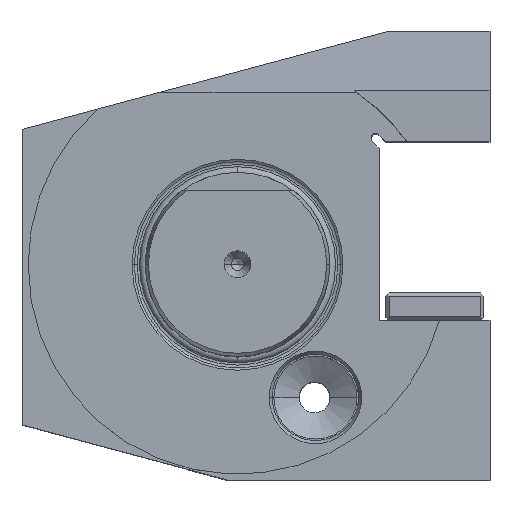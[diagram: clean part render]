
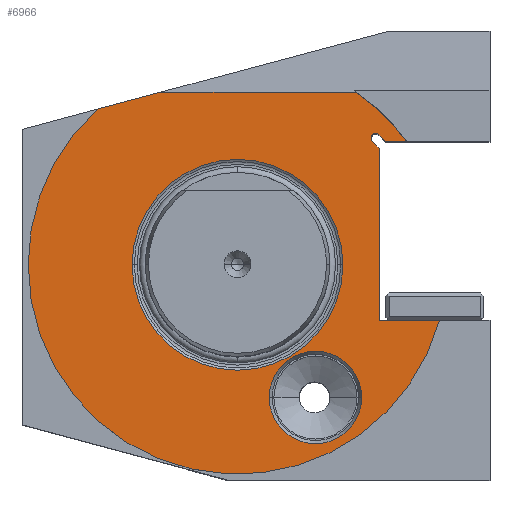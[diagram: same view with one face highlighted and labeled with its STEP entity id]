
A CAD part, top view. The second image highlights one B-rep face of the part: STEP entity #6966.
In plain terms, the highlighted planar face has unit normal (0, 0, 1).
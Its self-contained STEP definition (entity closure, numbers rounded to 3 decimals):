
#315=CARTESIAN_POINT('',(19.287,28,-55));
#885=CARTESIAN_POINT('',(0,0,-55));
#886=DIRECTION('',(0,0,1));
#887=DIRECTION('',(0.809,0.588,0));
#888=AXIS2_PLACEMENT_3D('',#885,#886,#887);
#890=DIRECTION('',(1,0,0));
#891=VECTOR('',#890,3.435);
#892=CARTESIAN_POINT('',(24.061,20,-55));
#893=LINE('',#892,#891);
#894=DIRECTION('',(0.707,-0.707,0));
#895=VECTOR('',#894,1.55);
#896=CARTESIAN_POINT('',(22.965,21.096,-55));
#897=LINE('',#896,#895);
#898=CARTESIAN_POINT('',(22.434,20.566,-55));
#899=DIRECTION('',(0,0,-1));
#900=DIRECTION('',(-1,0,0));
#901=AXIS2_PLACEMENT_3D('',#898,#899,#900);
#903=CARTESIAN_POINT('',(22.434,20.566,-55));
#904=DIRECTION('',(0,0,-1));
#905=DIRECTION('',(-0.707,-0.707,0));
#906=AXIS2_PLACEMENT_3D('',#903,#904,#905);
#908=DIRECTION('',(-0.707,0.707,0));
#909=VECTOR('',#908,1.55);
#910=CARTESIAN_POINT('',(23,18.939,-55));
#911=LINE('',#910,#909);
#912=DIRECTION('',(0,1,0));
#913=VECTOR('',#912,27.939);
#914=CARTESIAN_POINT('',(23,-9,-55));
#915=LINE('',#914,#913);
#916=DIRECTION('',(-1,0,0));
#917=VECTOR('',#916,9.787);
#918=CARTESIAN_POINT('',(32.787,-9,-55));
#919=LINE('',#918,#917);
#920=CARTESIAN_POINT('',(0,0,-55));
#921=DIRECTION('',(0,0,1));
#922=DIRECTION('',(-1,0,0));
#923=AXIS2_PLACEMENT_3D('',#920,#921,#922);
#925=CARTESIAN_POINT('',(0,0,-55));
#926=DIRECTION('',(0,0,1));
#927=DIRECTION('',(-0.668,0.744,0));
#928=AXIS2_PLACEMENT_3D('',#925,#926,#927);
#930=DIRECTION('',(-0.966,-0.259,0));
#931=VECTOR('',#930,10.475);
#932=CARTESIAN_POINT('',(-12.608,28,-55));
#933=LINE('',#932,#931);
#934=DIRECTION('',(-1,0,0));
#935=VECTOR('',#934,31.895);
#936=CARTESIAN_POINT('',(19.287,28,-55));
#937=LINE('',#936,#935);
#938=CARTESIAN_POINT('',(12.652,-21.539,-55));
#939=DIRECTION('',(0,0,-1));
#940=DIRECTION('',(-1,0,0));
#941=AXIS2_PLACEMENT_3D('',#938,#939,#940);
#943=CARTESIAN_POINT('',(12.652,-21.539,-55));
#944=DIRECTION('',(0,0,-1));
#945=DIRECTION('',(1,0,0));
#946=AXIS2_PLACEMENT_3D('',#943,#944,#945);
#948=CARTESIAN_POINT('',(0,0,-55));
#949=DIRECTION('',(0,0,-1));
#950=DIRECTION('',(-1,0,0));
#951=AXIS2_PLACEMENT_3D('',#948,#949,#950);
#953=CARTESIAN_POINT('',(0,0,-55));
#954=DIRECTION('',(0,0,-1));
#955=DIRECTION('',(1,0,0));
#956=AXIS2_PLACEMENT_3D('',#953,#954,#955);
#5383=CARTESIAN_POINT('',(22.965,21.096,-55));
#5385=VERTEX_POINT('',#5383);
#5398=CARTESIAN_POINT('',(17.121,0,-55));
#5399=VERTEX_POINT('',#5398);
#5400=CARTESIAN_POINT('',(27.495,20,-55));
#5402=VERTEX_POINT('',#5400);
#5426=CARTESIAN_POINT('',(21.684,20.566,-55));
#5428=VERTEX_POINT('',#5426);
#5444=CARTESIAN_POINT('',(-17.121,0,-55));
#5445=VERTEX_POINT('',#5444);
#5468=CARTESIAN_POINT('',(32.787,-9,-55));
#5470=VERTEX_POINT('',#5468);
#5471=CARTESIAN_POINT('',(-22.726,25.289,-55));
#5472=CARTESIAN_POINT('',(-34,0,-55));
#5473=VERTEX_POINT('',#5471);
#5474=VERTEX_POINT('',#5472);
#5494=VERTEX_POINT('',#315);
#5522=CARTESIAN_POINT('',(24.061,20,-55));
#5523=VERTEX_POINT('',#5522);
#5581=CARTESIAN_POINT('',(5.152,-21.539,-55));
#5582=CARTESIAN_POINT('',(20.152,-21.539,-55));
#5583=VERTEX_POINT('',#5581);
#5584=VERTEX_POINT('',#5582);
#5587=CARTESIAN_POINT('',(-12.608,28,-55));
#5588=VERTEX_POINT('',#5587);
#5609=CARTESIAN_POINT('',(23,-9,-55));
#5610=CARTESIAN_POINT('',(23,18.939,-55));
#5611=VERTEX_POINT('',#5609);
#5612=VERTEX_POINT('',#5610);
#5613=CARTESIAN_POINT('',(21.904,20.035,-55));
#5614=VERTEX_POINT('',#5613);
#6929=CARTESIAN_POINT('',(0,17.121,-55));
#6930=DIRECTION('',(0,0,-1));
#6931=DIRECTION('',(-1,0,0));
#6932=AXIS2_PLACEMENT_3D('',#6929,#6930,#6931);
#6933=PLANE('',#6932);
#6935=ORIENTED_EDGE('',*,*,#6934,.F.);
#6937=ORIENTED_EDGE('',*,*,#6936,.F.);
#6939=ORIENTED_EDGE('',*,*,#6938,.F.);
#6941=ORIENTED_EDGE('',*,*,#6940,.F.);
#6943=ORIENTED_EDGE('',*,*,#6942,.F.);
#6945=ORIENTED_EDGE('',*,*,#6944,.F.);
#6946=ORIENTED_EDGE('',*,*,#6366,.F.);
#6947=ORIENTED_EDGE('',*,*,#6435,.F.);
#6948=ORIENTED_EDGE('',*,*,#6921,.F.);
#6949=ORIENTED_EDGE('',*,*,#6919,.F.);
#6950=ORIENTED_EDGE('',*,*,#6239,.F.);
#6951=ORIENTED_EDGE('',*,*,#6280,.F.);
#6952=EDGE_LOOP('',(#6935,#6937,#6939,#6941,#6943,#6945,#6946,#6947,#6948,#6949,
#6950,#6951));
#6953=FACE_OUTER_BOUND('',#6952,.F.);
#6955=ORIENTED_EDGE('',*,*,#6954,.F.);
#6957=ORIENTED_EDGE('',*,*,#6956,.F.);
#6958=EDGE_LOOP('',(#6955,#6957));
#6959=FACE_BOUND('',#6958,.F.);
#6961=ORIENTED_EDGE('',*,*,#6960,.F.);
#6963=ORIENTED_EDGE('',*,*,#6962,.F.);
#6964=EDGE_LOOP('',(#6961,#6963));
#6965=FACE_BOUND('',#6964,.F.);
#6966=ADVANCED_FACE('',(#6953,#6959,#6965),#6933,.F.);
#889=CIRCLE('',#888,34);
#902=CIRCLE('',#901,0.75);
#907=CIRCLE('',#906,0.75);
#924=CIRCLE('',#923,34);
#929=CIRCLE('',#928,34);
#942=CIRCLE('',#941,7.5);
#947=CIRCLE('',#946,7.5);
#952=CIRCLE('',#951,17.121);
#957=CIRCLE('',#956,17.121);
#6239=EDGE_CURVE('',#5588,#5473,#933,.T.);
#6280=EDGE_CURVE('',#5494,#5588,#937,.T.);
#6366=EDGE_CURVE('',#5611,#5612,#915,.T.);
#6435=EDGE_CURVE('',#5470,#5611,#919,.T.);
#6919=EDGE_CURVE('',#5473,#5474,#929,.T.);
#6921=EDGE_CURVE('',#5474,#5470,#924,.T.);
#6934=EDGE_CURVE('',#5402,#5494,#889,.T.);
#6936=EDGE_CURVE('',#5523,#5402,#893,.T.);
#6938=EDGE_CURVE('',#5385,#5523,#897,.T.);
#6940=EDGE_CURVE('',#5428,#5385,#902,.T.);
#6942=EDGE_CURVE('',#5614,#5428,#907,.T.);
#6944=EDGE_CURVE('',#5612,#5614,#911,.T.);
#6954=EDGE_CURVE('',#5583,#5584,#942,.T.);
#6956=EDGE_CURVE('',#5584,#5583,#947,.T.);
#6960=EDGE_CURVE('',#5445,#5399,#952,.T.);
#6962=EDGE_CURVE('',#5399,#5445,#957,.T.);
